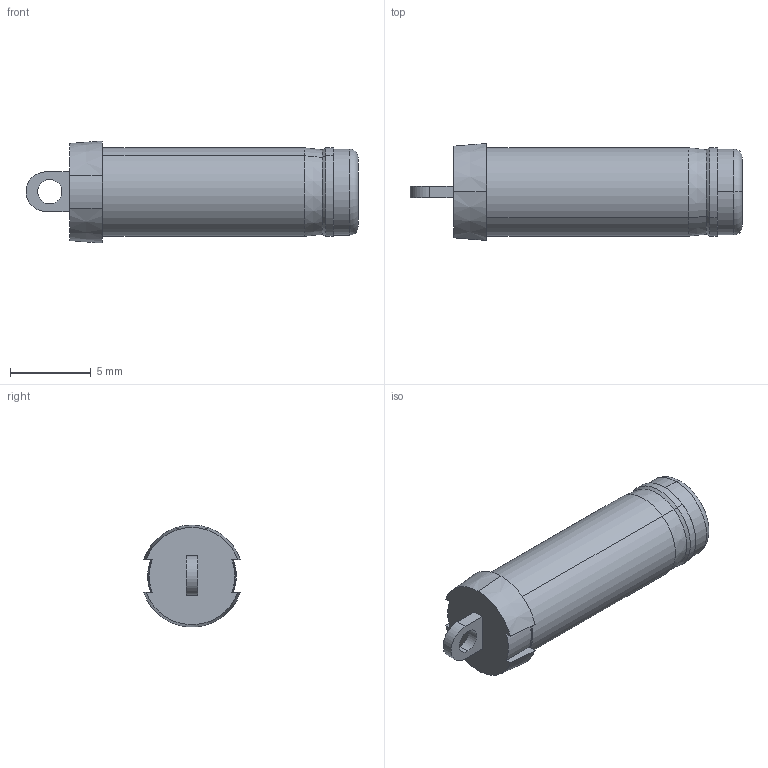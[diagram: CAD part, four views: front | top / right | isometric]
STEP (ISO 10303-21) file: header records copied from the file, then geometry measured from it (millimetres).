
FILE_DESCRIPTION (( 'STEP AP203' ), '1' );
FILE_NAME ('50-00187.STEP', '2016-06-15T15:29:55', ( 'Tensility' ), ( '' ), 'SwSTEP 2.0', 'SolidWorks 2015', '' );
FILE_SCHEMA (( 'CONFIG_CONTROL_DESIGN' ));
Length unit declared in the file: millimetre
Products named in the file (4): 50-00187 shell; 50-00187 spring contact; 50-00187; 50-00187 insulator
Assembly tree (3 placements, depth 2):
  50-00187
    50-00187 insulator
    50-00187 shell
    50-00187 spring contact
Bounding box: 20.5 x 5.97 x 6.29 mm (x, y, z)
Volume: 372.5 mm3; surface area: 1114.2 mm2
Topology: 3 solids, 3 shells, 106 faces, 278 edges, 180 vertices
Faces by surface type: cylinder 45, plane 42, cone 17, torus 2
Entity records: 3750 total; most frequent: CARTESIAN_POINT 632, DIRECTION 600, ORIENTED_EDGE 556, EDGE_CURVE 278, AXIS2_PLACEMENT_3D 220, VERTEX_POINT 180, LINE 160, VECTOR 160
